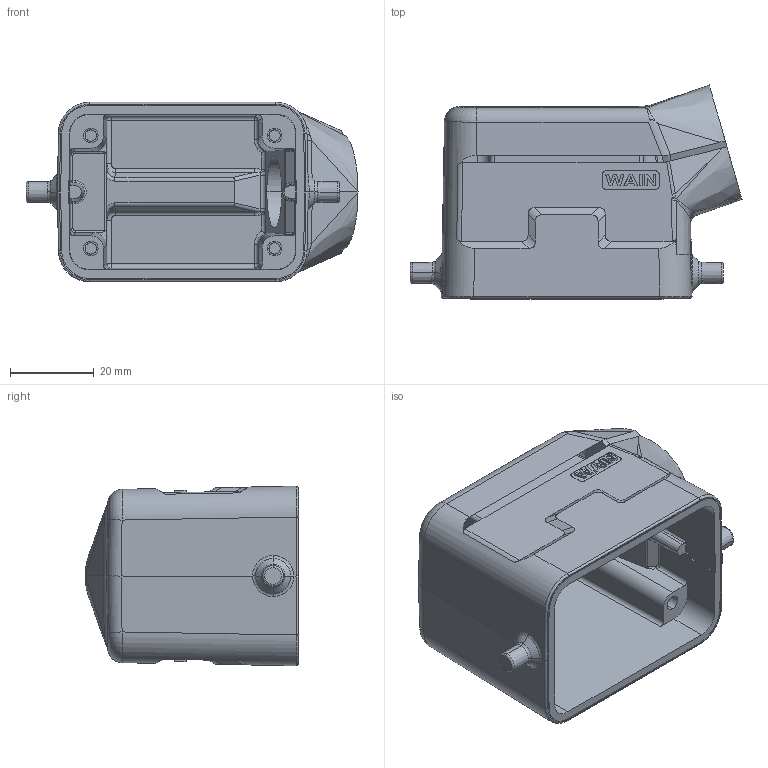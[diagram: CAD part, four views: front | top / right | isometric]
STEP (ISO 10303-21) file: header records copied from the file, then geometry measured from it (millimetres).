
FILE_DESCRIPTION((''),'2;1');
FILE_NAME('W6B-SE','2017-09-18T',('wl.kang'),(''),'PRO/ENGINEER BY PARAMETRIC TECHNOLOGY CORPORATION, 2012480','PRO/ENGINEER BY PARAMETRIC TECHNOLOGY CORPORATION, 2012480','');
FILE_SCHEMA(('AUTOMOTIVE_DESIGN { 1 0 10303 214 1 1 1 1 }'));
Length unit declared in the file: millimetre
Products named in the file (1): W6B-SE
Bounding box: 79.46 x 51.18 x 42.98 mm (x, y, z)
Volume: 41564.5 mm3; surface area: 22487.1 mm2
Topology: 1 solids, 1 shells, 410 faces, 1035 edges, 650 vertices
Faces by surface type: plane 190, cylinder 107, bspline 74, cone 18, sphere 10, torus 7, extrusion 4
Entity records: 16909 total; most frequent: CARTESIAN_POINT 7584, ORIENTED_EDGE 2070, DIRECTION 1569, EDGE_CURVE 1035, VERTEX_POINT 650, VECTOR 595, LINE 591, AXIS2_PLACEMENT_3D 487
